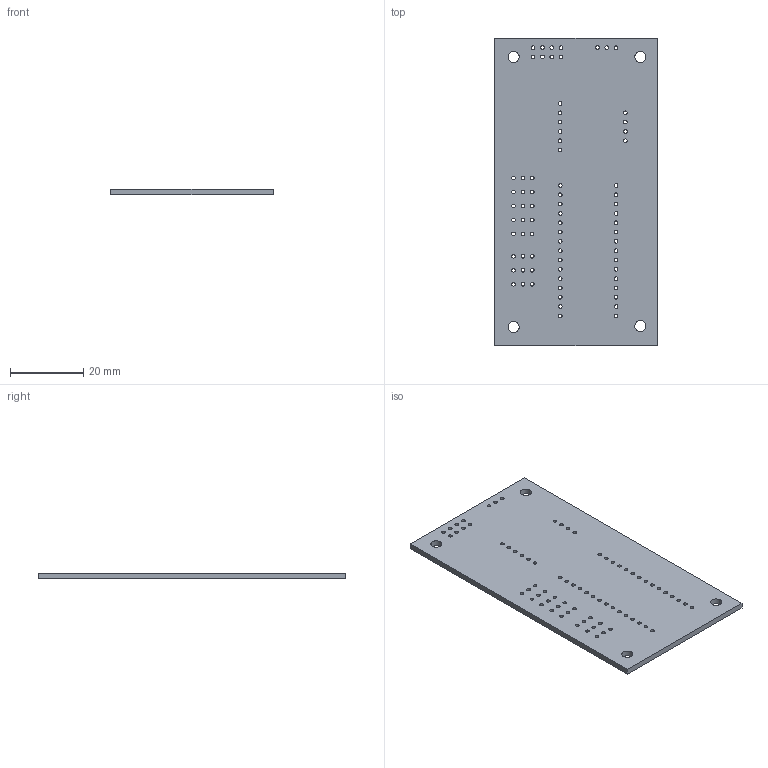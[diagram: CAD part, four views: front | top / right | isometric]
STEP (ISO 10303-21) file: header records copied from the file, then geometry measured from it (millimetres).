
FILE_DESCRIPTION(('KiCad electronic assembly'),'2;1');
FILE_NAME('PlaneController.step','2024-11-02T20:56:39',('Pcbnew'),( 'Kicad'),'Open CASCADE STEP processor 7.6','KiCad to STEP converter' ,'Unknown');
FILE_SCHEMA(('AUTOMOTIVE_DESIGN { 1 0 10303 214 1 1 1 1 }'));
Length unit declared in the file: millimetre
Products named in the file (2): PlaneController 1; PlaneController_PCB
Assembly tree (1 placements, depth 2):
  PlaneController 1
    PlaneController_PCB
Bounding box: 44.2 x 83.82 x 1.6 mm (x, y, z)
Volume: 5787.7 mm3; surface area: 8081.6 mm2
Topology: 1 solids, 1 shells, 85 faces, 249 edges, 166 vertices
Faces by surface type: cylinder 79, plane 6
Full cylindrical faces by diameter (mm): 1 x75, 3 x4
Entity records: 3274 total; most frequent: DIRECTION 581, CARTESIAN_POINT 502, ORIENTED_EDGE 498, EDGE_CURVE 249, AXIS2_PLACEMENT_3D 245, FACE_BOUND 243, EDGE_LOOP 243, VERTEX_POINT 166
